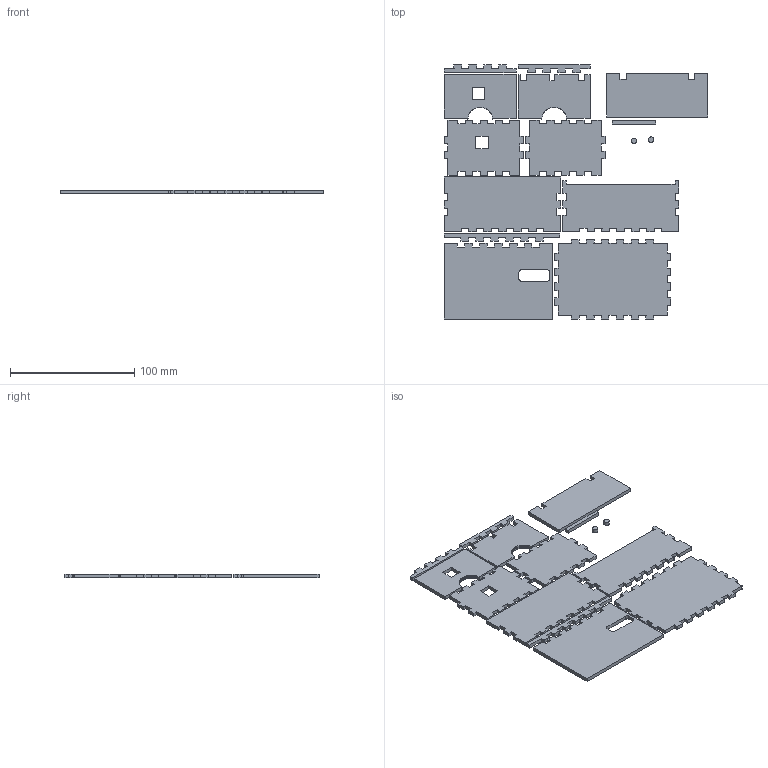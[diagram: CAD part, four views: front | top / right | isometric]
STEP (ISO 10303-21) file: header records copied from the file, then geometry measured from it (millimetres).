
FILE_DESCRIPTION(/* description */ (''),/* implementation_level */ '2;1');
FILE_NAME(/* name */ 'ac38e440-e43f-46b8-ae75-d0252989c3f4.stp',/* time_stamp */ '2024-01-28T23:54:34Z',/* author */ (''),/* organization */ (''),/* preprocessor_version */ 'ST-DEVELOPER v20',/* originating_system */ 'Autodesk Translation Framework v12.20.1.177',/* authorisation */ '');
FILE_SCHEMA (('AUTOMOTIVE_DESIGN { 1 0 10303 214 3 1 1 }'));
Length unit declared in the file: millimetre
Products named in the file (1): psa-assembly
Bounding box: 212.1 x 204.5 x 3 mm (x, y, z)
Volume: 90785.9 mm3; surface area: 70823.7 mm2
Topology: 15 solids, 15 shells, 2000 faces, 5910 edges, 3600 vertices
Faces by surface type: plane 1994, cylinder 6
Full cylindrical faces by diameter (mm): 4.5 x2
Entity records: 64677 total; most frequent: ORIENTED_EDGE 11820, CARTESIAN_POINT 11511, DIRECTION 9924, EDGE_CURVE 5910, LINE 5898, VECTOR 5898, VERTEX_POINT 3600, AXIS2_PLACEMENT_3D 2013
